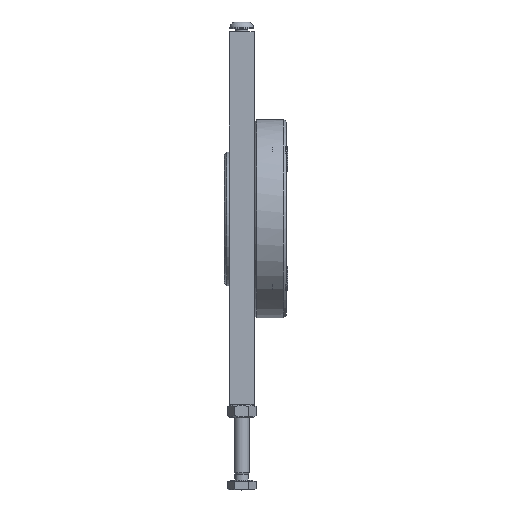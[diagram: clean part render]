
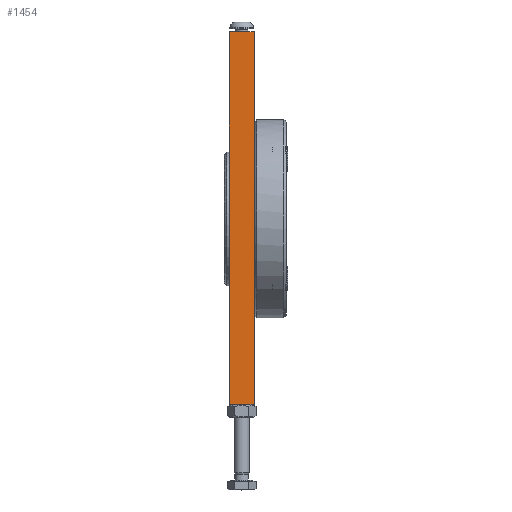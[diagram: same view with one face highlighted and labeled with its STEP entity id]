
A CAD part, top view. The second image highlights one B-rep face of the part: STEP entity #1454.
In plain terms, the highlighted planar face has unit normal (0, 0, 1).
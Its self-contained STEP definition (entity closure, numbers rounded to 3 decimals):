
#787=CARTESIAN_POINT('',(-10.0,75.0,0.));
#788=VERTEX_POINT('',#787);
#795=CARTESIAN_POINT('',(0.,75.0,0.));
#796=VERTEX_POINT('',#795);
#797=CARTESIAN_POINT('',(0.,75.0,0.));
#798=DIRECTION('',(-1.0,0.0,0.0));
#799=VECTOR('',#798,10.0);
#800=LINE('',#797,#799);
#801=EDGE_CURVE('',#796,#788,#800,.T.);
#912=CARTESIAN_POINT('',(0.,-75.0,0.));
#913=VERTEX_POINT('',#912);
#914=CARTESIAN_POINT('',(0.,75.0,0.));
#915=DIRECTION('',(0.0,-1.0,0.0));
#916=VECTOR('',#915,150.0);
#917=LINE('',#914,#916);
#918=EDGE_CURVE('',#796,#913,#917,.T.);
#1372=CARTESIAN_POINT('',(-10.0,-75.0,0.));
#1373=VERTEX_POINT('',#1372);
#1389=CARTESIAN_POINT('',(0.,-75.0,0.));
#1390=DIRECTION('',(-1.0,0.0,0.0));
#1391=VECTOR('',#1390,10.0);
#1392=LINE('',#1389,#1391);
#1393=EDGE_CURVE('',#913,#1373,#1392,.T.);
#1438=CARTESIAN_POINT('',(0.,75.0,0.));
#1439=DIRECTION('',(0.0,0.0,1.0));
#1440=DIRECTION('',(1.0,0.0,0.0));
#1441=AXIS2_PLACEMENT_3D('',#1438,#1439,#1440);
#1442=PLANE('',#1441);
#1443=CARTESIAN_POINT('',(-10.0,75.0,0.));
#1444=DIRECTION('',(0.0,-1.0,0.0));
#1445=VECTOR('',#1444,150.0);
#1446=LINE('',#1443,#1445);
#1447=EDGE_CURVE('',#788,#1373,#1446,.T.);
#1448=ORIENTED_EDGE('',*,*,#1447,.T.);
#1449=ORIENTED_EDGE('',*,*,#1393,.F.);
#1450=ORIENTED_EDGE('',*,*,#918,.F.);
#1451=ORIENTED_EDGE('',*,*,#801,.T.);
#1452=EDGE_LOOP('',(#1448,#1449,#1450,#1451));
#1453=FACE_OUTER_BOUND('',#1452,.T.);
#1454=ADVANCED_FACE('',(#1453),#1442,.T.);
